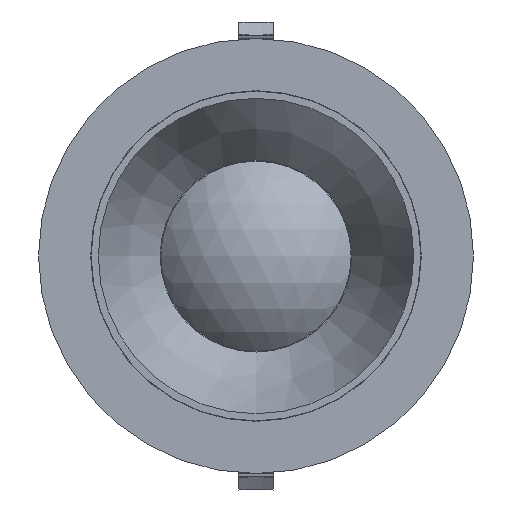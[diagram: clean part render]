
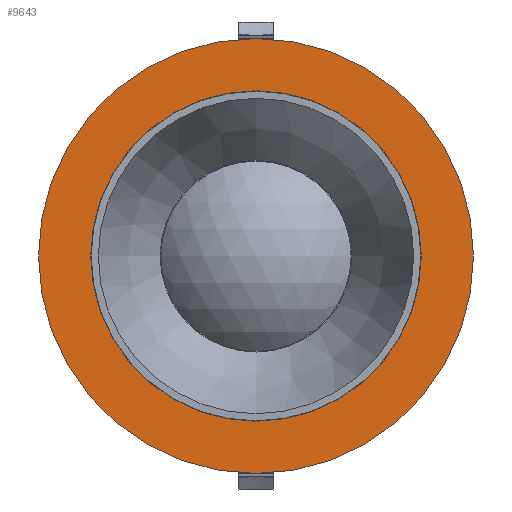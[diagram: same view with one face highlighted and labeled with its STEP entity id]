
A CAD part, top view. The second image highlights one B-rep face of the part: STEP entity #9643.
In plain terms, the highlighted face is planar.
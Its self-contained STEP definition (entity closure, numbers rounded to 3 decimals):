
#309 = EDGE_LOOP ( 'NONE', ( #6036 ) ) ;
#1026 = CARTESIAN_POINT ( 'NONE',  ( 0., 0., -2.4 ) ) ;
#1221 = ORIENTED_EDGE ( 'NONE', *, *, #11299, .F. ) ;
#1449 = CARTESIAN_POINT ( 'NONE',  ( 0., 0., -2.4 ) ) ;
#1770 = AXIS2_PLACEMENT_3D ( 'NONE', #1026, #3261, #5155 ) ;
#2106 = VERTEX_POINT ( 'NONE', #12407 ) ;
#2372 = FACE_BOUND ( 'NONE', #8486, .T. ) ;
#2958 = EDGE_CURVE ( 'NONE', #2106, #2106, #7788, .T. ) ;
#3243 = PLANE ( 'NONE',  #10747 ) ;
#3261 = DIRECTION ( 'NONE',  ( 0., 0., 1. ) ) ;
#4618 = CIRCLE ( 'NONE', #7611, 86.64 ) ;
#5155 = DIRECTION ( 'NONE',  ( 0., -1., 0. ) ) ;
#6036 = ORIENTED_EDGE ( 'NONE', *, *, #2958, .F. ) ;
#6470 = FACE_OUTER_BOUND ( 'NONE', #309, .T. ) ;
#7440 = DIRECTION ( 'NONE',  ( 0., -1., 0. ) ) ;
#7611 = AXIS2_PLACEMENT_3D ( 'NONE', #11132, #12234, #9188 ) ;
#7788 = CIRCLE ( 'NONE', #1770, 114. ) ;
#8486 = EDGE_LOOP ( 'NONE', ( #1221 ) ) ;
#9188 = DIRECTION ( 'NONE',  ( 0., -1., 0. ) ) ;
#9425 = VERTEX_POINT ( 'NONE', #12667 ) ;
#9643 = ADVANCED_FACE ( 'NONE', ( #2372, #6470 ), #3243, .T. ) ;
#10747 = AXIS2_PLACEMENT_3D ( 'NONE', #1449, #11609, #7440 ) ;
#11132 = CARTESIAN_POINT ( 'NONE',  ( 0., 0., -2.4 ) ) ;
#11299 = EDGE_CURVE ( 'NONE', #9425, #9425, #4618, .T. ) ;
#11609 = DIRECTION ( 'NONE',  ( 0., 0., -1. ) ) ;
#12234 = DIRECTION ( 'NONE',  ( 0., 0., -1. ) ) ;
#12407 = CARTESIAN_POINT ( 'NONE',  ( 0., -114., -2.4 ) ) ;
#12667 = CARTESIAN_POINT ( 'NONE',  ( 0., -86.64, -2.4 ) ) ;
